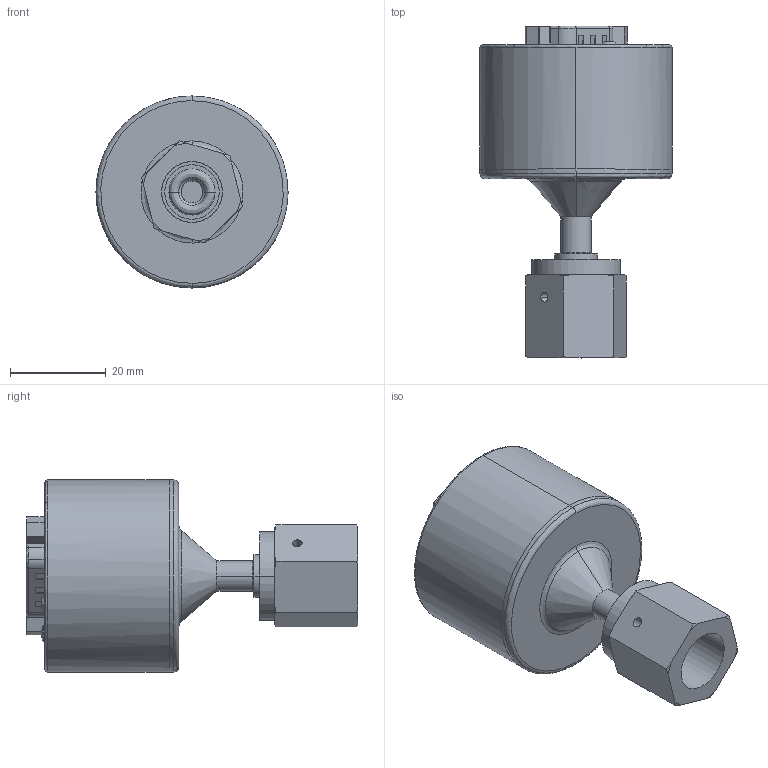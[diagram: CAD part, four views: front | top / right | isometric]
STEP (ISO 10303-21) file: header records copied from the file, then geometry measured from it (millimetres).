
FILE_DESCRIPTION (( 'STEP AP214' ), '1' );
FILE_NAME ('BVT100-VCR4F- 15p D-SUB.STEP', '2023-03-29T12:03:39', ( '' ), ( '' ), 'SwSTEP 2.0', 'SolidWorks 2020', '' );
FILE_SCHEMA (( 'AUTOMOTIVE_DESIGN' ));
Length unit declared in the file: inch
Products named in the file (1): BVT100-VCR4F- 15p D-SUB
Bounding box: 40.2 x 69.46 x 40.2 mm (x, y, z)
Volume: 40837.8 mm3; surface area: 11273.4 mm2
Topology: 1 solids, 4 shells, 686 faces, 1807 edges, 1170 vertices
Faces by surface type: cylinder 301, plane 269, bspline 78, cone 38
Entity records: 24389 total; most frequent: CARTESIAN_POINT 7946, ORIENTED_EDGE 3606, DIRECTION 3179, EDGE_CURVE 1803, VERTEX_POINT 1170, AXIS2_PLACEMENT_3D 1148, LINE 883, VECTOR 883
